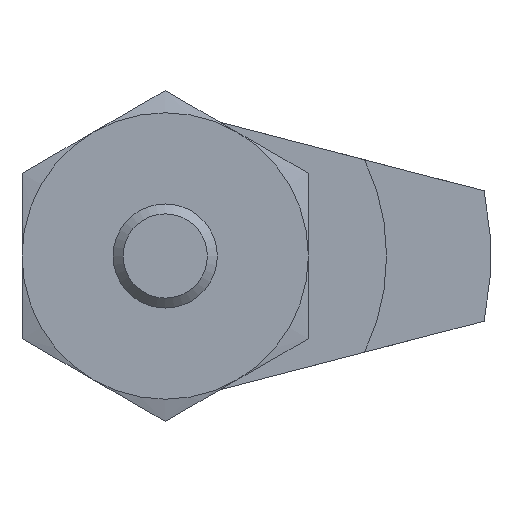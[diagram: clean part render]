
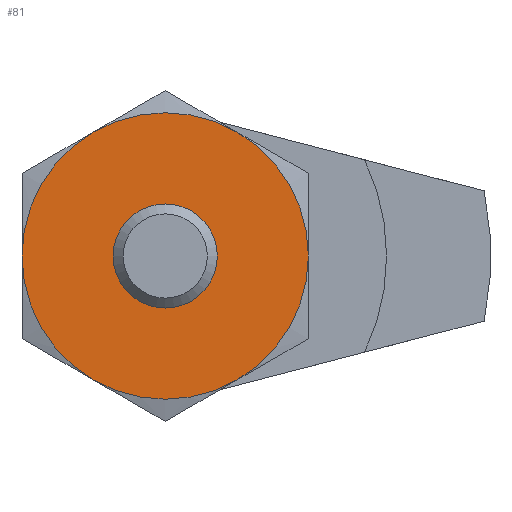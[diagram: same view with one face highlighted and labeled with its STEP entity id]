
A CAD part, front view. The second image highlights one B-rep face of the part: STEP entity #81.
In plain terms, the highlighted planar face has unit normal (0, -1, 0).
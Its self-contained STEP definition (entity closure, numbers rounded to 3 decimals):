
#81 = ADVANCED_FACE( '', ( #199, #200 ), #201, .F. );
#199 = FACE_BOUND( '', #362, .T. );
#200 = FACE_OUTER_BOUND( '', #363, .T. );
#201 = PLANE( '', #364 );
#362 = EDGE_LOOP( '', ( #539 ) );
#363 = EDGE_LOOP( '', ( #540, #541, #542, #543, #544, #545 ) );
#364 = AXIS2_PLACEMENT_3D( '', #546, #547, #548 );
#539 = ORIENTED_EDGE( '', *, *, #891, .F. );
#540 = ORIENTED_EDGE( '', *, *, #893, .T. );
#541 = ORIENTED_EDGE( '', *, *, #894, .T. );
#542 = ORIENTED_EDGE( '', *, *, #895, .T. );
#543 = ORIENTED_EDGE( '', *, *, #886, .T. );
#544 = ORIENTED_EDGE( '', *, *, #896, .T. );
#545 = ORIENTED_EDGE( '', *, *, #897, .T. );
#546 = CARTESIAN_POINT( '', ( 11., 0., 0. ) );
#547 = DIRECTION( '', ( 0., 1., 0. ) );
#548 = DIRECTION( '', ( 0., 0., 1. ) );
#886 = EDGE_CURVE( '', #1032, #1035, #1037, .T. );
#891 = EDGE_CURVE( '', #1044, #1044, #1045, .T. );
#893 = EDGE_CURVE( '', #1047, #1048, #1049, .T. );
#894 = EDGE_CURVE( '', #1048, #1050, #1051, .T. );
#895 = EDGE_CURVE( '', #1050, #1032, #1052, .T. );
#896 = EDGE_CURVE( '', #1035, #1053, #1054, .T. );
#897 = EDGE_CURVE( '', #1053, #1047, #1055, .T. );
#1032 = VERTEX_POINT( '', #1239 );
#1035 = VERTEX_POINT( '', #1247 );
#1037 = CIRCLE( '', #1254, 11. );
#1044 = VERTEX_POINT( '', #1261 );
#1045 = CIRCLE( '', #1262, 3. );
#1047 = VERTEX_POINT( '', #1264 );
#1048 = VERTEX_POINT( '', #1265 );
#1049 = CIRCLE( '', #1266, 11. );
#1050 = VERTEX_POINT( '', #1267 );
#1051 = CIRCLE( '', #1268, 11. );
#1052 = CIRCLE( '', #1269, 11. );
#1053 = VERTEX_POINT( '', #1270 );
#1054 = CIRCLE( '', #1271, 11. );
#1055 = CIRCLE( '', #1272, 11. );
#1239 = CARTESIAN_POINT( '', ( -5.5, 0., 9.526 ) );
#1247 = CARTESIAN_POINT( '', ( -11., 0., 0. ) );
#1254 = AXIS2_PLACEMENT_3D( '', #1595, #1596, #1597 );
#1261 = CARTESIAN_POINT( '', ( 0., 0., -3. ) );
#1262 = AXIS2_PLACEMENT_3D( '', #1604, #1605, #1606 );
#1264 = CARTESIAN_POINT( '', ( 5.5, 0., -9.526 ) );
#1265 = CARTESIAN_POINT( '', ( 11., 0., 0. ) );
#1266 = AXIS2_PLACEMENT_3D( '', #1607, #1608, #1609 );
#1267 = CARTESIAN_POINT( '', ( 5.5, 0., 9.526 ) );
#1268 = AXIS2_PLACEMENT_3D( '', #1610, #1611, #1612 );
#1269 = AXIS2_PLACEMENT_3D( '', #1613, #1614, #1615 );
#1270 = CARTESIAN_POINT( '', ( -5.5, 0., -9.526 ) );
#1271 = AXIS2_PLACEMENT_3D( '', #1616, #1617, #1618 );
#1272 = AXIS2_PLACEMENT_3D( '', #1619, #1620, #1621 );
#1595 = CARTESIAN_POINT( '', ( 0., 0., 0. ) );
#1596 = DIRECTION( '', ( 0., -1., 0. ) );
#1597 = DIRECTION( '', ( 0., 0., -1. ) );
#1604 = CARTESIAN_POINT( '', ( 0., 0., 0. ) );
#1605 = DIRECTION( '', ( 0., -1., 0. ) );
#1606 = DIRECTION( '', ( 0., 0., -1. ) );
#1607 = CARTESIAN_POINT( '', ( 0., 0., 0. ) );
#1608 = DIRECTION( '', ( 0., -1., 0. ) );
#1609 = DIRECTION( '', ( 0., 0., -1. ) );
#1610 = CARTESIAN_POINT( '', ( 0., 0., 0. ) );
#1611 = DIRECTION( '', ( 0., -1., 0. ) );
#1612 = DIRECTION( '', ( 0., 0., -1. ) );
#1613 = CARTESIAN_POINT( '', ( 0., 0., 0. ) );
#1614 = DIRECTION( '', ( 0., -1., 0. ) );
#1615 = DIRECTION( '', ( 0., 0., -1. ) );
#1616 = CARTESIAN_POINT( '', ( 0., 0., 0. ) );
#1617 = DIRECTION( '', ( 0., -1., 0. ) );
#1618 = DIRECTION( '', ( 0., 0., -1. ) );
#1619 = CARTESIAN_POINT( '', ( 0., 0., 0. ) );
#1620 = DIRECTION( '', ( 0., -1., 0. ) );
#1621 = DIRECTION( '', ( 0., 0., -1. ) );
